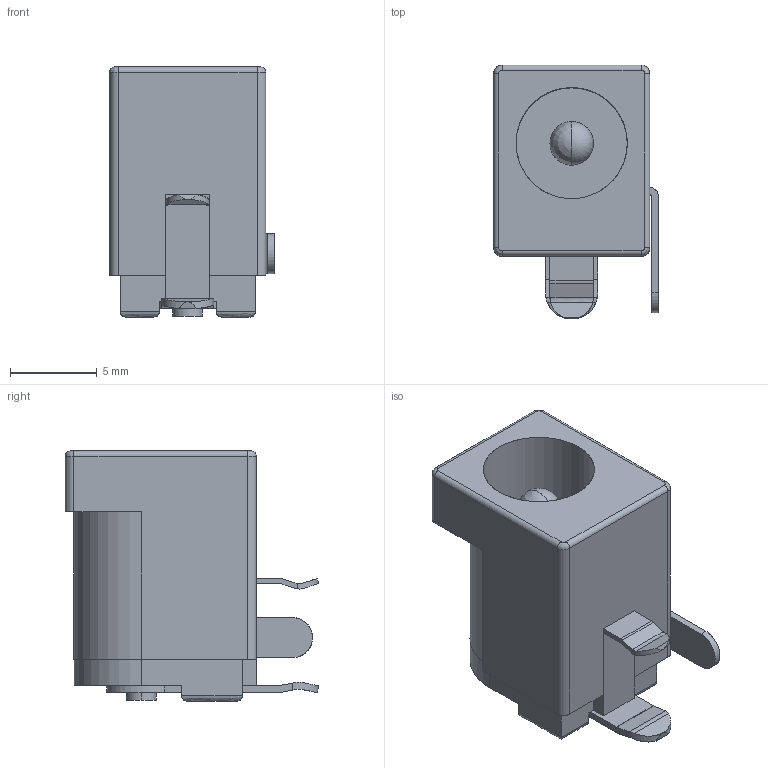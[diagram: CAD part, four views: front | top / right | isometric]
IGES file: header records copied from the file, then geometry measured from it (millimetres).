
Start section: SolidWorks IGES file using analytic representation for surfaces
Global section: file name: KLDHCX-0202-BC-1.IGS; native system: SolidWorks 2018; preprocessor: SolidWorks 2018; author: Garrett; date: 190509.131957; units: millimetre
Bounding box: 9.5 x 14.6 x 14.4 mm (x, y, z)
Surface area: 1171.4 mm2 (no closed solid volume)
Topology: 0 solids, 0 shells, 120 faces, 1000 edges, 998 vertices
Faces by surface type: bspline 76, revolution 44
